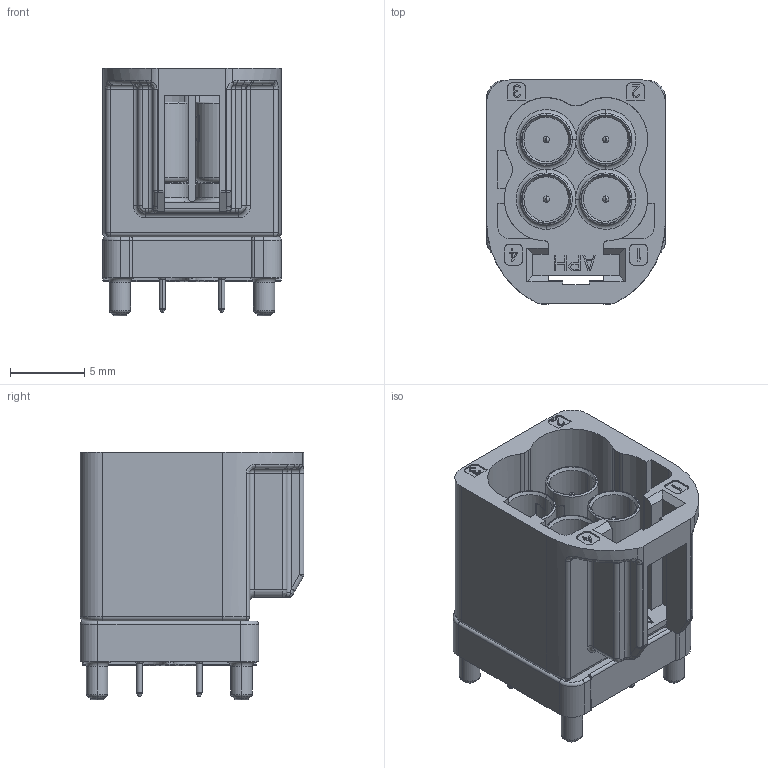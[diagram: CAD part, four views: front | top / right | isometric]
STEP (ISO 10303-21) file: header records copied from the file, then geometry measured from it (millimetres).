
FILE_DESCRIPTION((''),'2;1');
FILE_NAME('FM4-NASP-PCB-1','2022-12-30T13:04:09',('Dinesh Kumar'),(''),'CREO PARAMETRIC BY PTC INC, 2019444','CREO PARAMETRIC BY PTC INC, 2019444','');
FILE_SCHEMA(('CONFIG_CONTROL_DESIGN'));
Length unit declared in the file: millimetre
Products named in the file (1): FM4-NASP-PCB-1
Bounding box: 12 x 15.05 x 16.64 mm (x, y, z)
Volume: 1316.6 mm3; surface area: 2166.3 mm2
Topology: 1 solids, 13 shells, 1027 faces, 2464 edges, 1499 vertices
Faces by surface type: plane 399, cylinder 288, torus 159, bspline 97, sphere 60, cone 24
Entity records: 33157 total; most frequent: CARTESIAN_POINT 9484, DIRECTION 5009, ORIENTED_EDGE 4920, EDGE_CURVE 2460, AXIS2_PLACEMENT_3D 1881, VERTEX_POINT 1499, VECTOR 1247, LINE 1247
